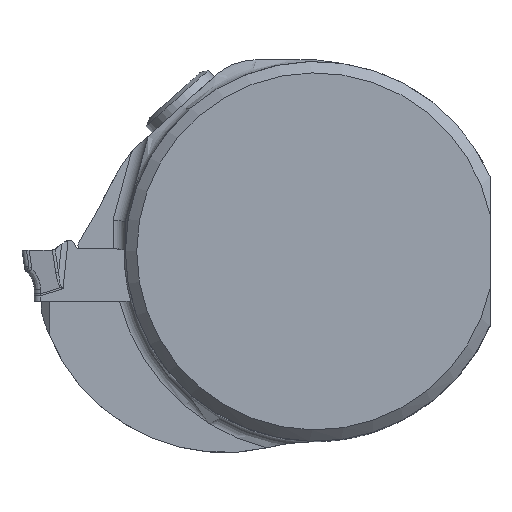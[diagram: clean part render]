
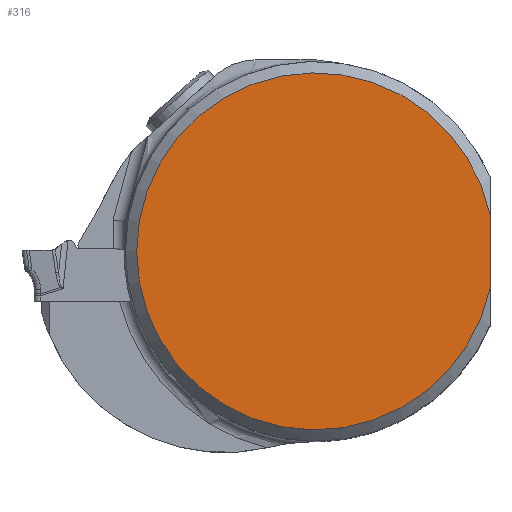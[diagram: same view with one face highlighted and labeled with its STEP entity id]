
A CAD part, top view. The second image highlights one B-rep face of the part: STEP entity #316.
In plain terms, the highlighted planar face has unit normal (0, 0, 1).
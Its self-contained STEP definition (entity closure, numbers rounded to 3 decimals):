
#183=FACE_OUTER_BOUND('',#571,.T.);
#316=ADVANCED_FACE('',(#183),#451,.F.);
#451=PLANE('',#2547);
#513=CIRCLE('',#2546,11.75);
#571=EDGE_LOOP('',(#898,#899));
#898=ORIENTED_EDGE('',*,*,#1814,.F.);
#899=ORIENTED_EDGE('',*,*,#1815,.T.);
#1590=VERTEX_POINT('',#3439);
#1591=VERTEX_POINT('',#3440);
#1814=EDGE_CURVE('',#1590,#1591,#2147,.T.);
#1815=EDGE_CURVE('',#1590,#1591,#513,.T.);
#2147=LINE('',#3438,#2310);
#2310=VECTOR('',#2796,1.);
#2546=AXIS2_PLACEMENT_3D('',#3441,#2797,#2798);
#2547=AXIS2_PLACEMENT_3D('',#3442,#2799,#2800);
#2796=DIRECTION('',(0.,-1.,0.));
#2797=DIRECTION('',(0.,0.,1.));
#2798=DIRECTION('',(-1.,0.,0.));
#2799=DIRECTION('',(0.,0.,-1.));
#2800=DIRECTION('',(-1.,0.,0.));
#3438=CARTESIAN_POINT('',(11.5,0.,0.3));
#3439=CARTESIAN_POINT('',(11.5,2.411,0.3));
#3440=CARTESIAN_POINT('',(11.5,-2.411,0.3));
#3441=CARTESIAN_POINT('',(0.,0.,0.3));
#3442=CARTESIAN_POINT('',(0.,0.,0.3));
